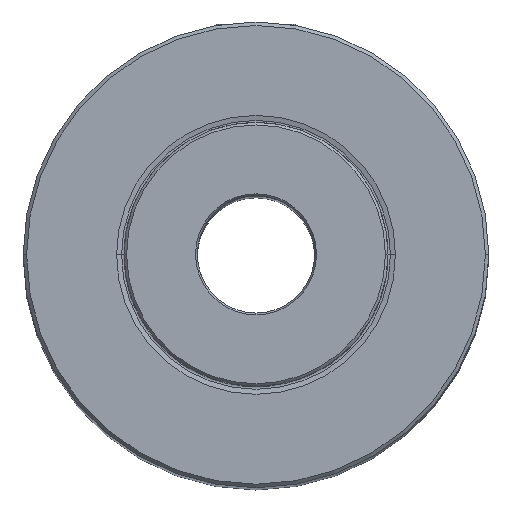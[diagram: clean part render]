
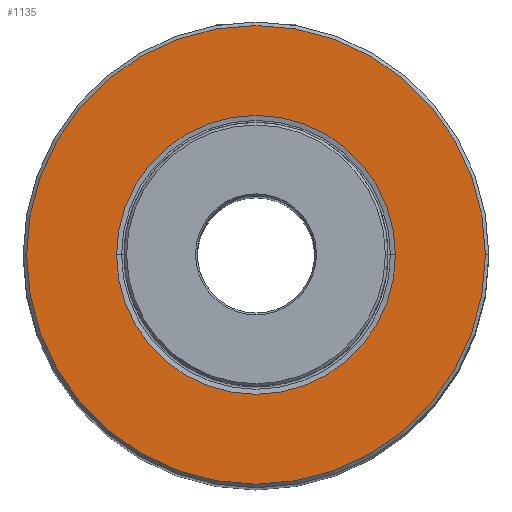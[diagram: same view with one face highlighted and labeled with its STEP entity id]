
A CAD part, top view. The second image highlights one B-rep face of the part: STEP entity #1135.
In plain terms, the highlighted planar face has unit normal (0, 0, 1).
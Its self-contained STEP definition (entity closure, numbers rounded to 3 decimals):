
#595=EDGE_CURVE('NONE',#833,#1085,#1548,.T.);
#669=EDGE_CURVE('NONE',#1085,#833,#1630,.T.);
#833=VERTEX_POINT('NONE',#1810);
#911=VERTEX_POINT('NONE',#1890);
#913=EDGE_CURVE('NONE',#911,#1031,#1892,.T.);
#1031=VERTEX_POINT('NONE',#2026);
#1085=VERTEX_POINT('NONE',#2087);
#1111=EDGE_CURVE('NONE',#1031,#911,#2118,.T.);
#1135=ADVANCED_FACE('NONE',(#2143,#2144),#2145,.T.);
#1548=CIRCLE('',#2728,19.012);
#1630=CIRCLE('',#2902,19.012);
#1810=CARTESIAN_POINT('',(19.012,0.,0.0));
#1890=CARTESIAN_POINT('',(-31.275,0.,0.0));
#1892=CIRCLE('',#3318,31.275);
#2026=CARTESIAN_POINT('',(31.275,0.,0.0));
#2087=CARTESIAN_POINT('',(-19.012,0.,0.0));
#2118=CIRCLE('',#3776,31.275);
#2143=FACE_OUTER_BOUND('',#3856,.T.);
#2144=FACE_BOUND('',#3857,.T.);
#2145=PLANE('',#3858);
#2728=AXIS2_PLACEMENT_3D('',#4725,#4726,#4727);
#2902=AXIS2_PLACEMENT_3D('',#4830,#4831,#4832);
#3318=AXIS2_PLACEMENT_3D('',#5091,#5092,#5093);
#3776=AXIS2_PLACEMENT_3D('',#5392,#5393,#5394);
#3856=EDGE_LOOP('',(#5414,#5415));
#3857=EDGE_LOOP('',(#5416,#5417));
#3858=AXIS2_PLACEMENT_3D('',#5418,#5419,#5420);
#4725=CARTESIAN_POINT('',(0.0,0.0,0.0));
#4726=DIRECTION('',(0.0,0.0,1.0));
#4727=DIRECTION('',(1.0,0.0,0.0));
#4830=CARTESIAN_POINT('',(0.0,0.0,0.0));
#4831=DIRECTION('',(0.0,0.0,1.0));
#4832=DIRECTION('',(1.0,0.0,0.0));
#5091=CARTESIAN_POINT('',(0.0,0.0,0.0));
#5092=DIRECTION('',(0.0,0.0,-1.0));
#5093=DIRECTION('',(1.0,0.0,0.0));
#5392=CARTESIAN_POINT('',(0.0,0.0,0.0));
#5393=DIRECTION('',(0.0,0.0,-1.0));
#5394=DIRECTION('',(1.0,0.0,0.0));
#5414=ORIENTED_EDGE('',*,*,#913,.F.);
#5415=ORIENTED_EDGE('',*,*,#1111,.F.);
#5416=ORIENTED_EDGE('',*,*,#595,.F.);
#5417=ORIENTED_EDGE('',*,*,#669,.F.);
#5418=CARTESIAN_POINT('',(0.0,18.0,0.0));
#5419=DIRECTION('',(0.0,0.0,1.0));
#5420=DIRECTION('',(1.0,0.0,0.0));
